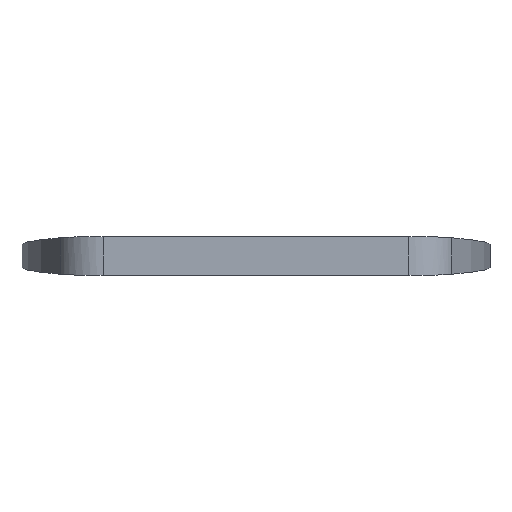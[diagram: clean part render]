
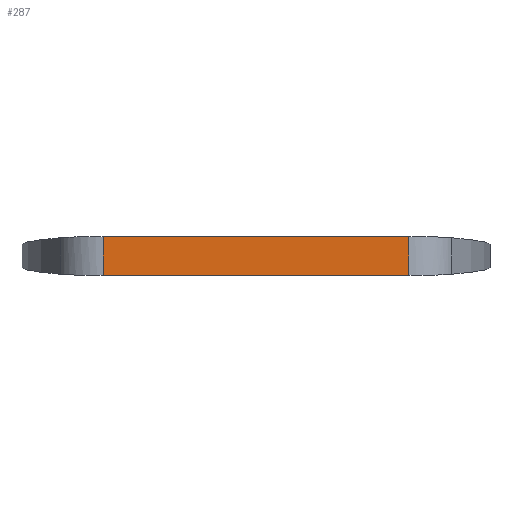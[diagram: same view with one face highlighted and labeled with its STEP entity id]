
A CAD part, front view. The second image highlights one B-rep face of the part: STEP entity #287.
In plain terms, the highlighted planar face has unit normal (0, -1, 0).
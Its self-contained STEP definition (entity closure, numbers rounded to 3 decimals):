
#14 = EDGE_CURVE ( 'NONE', #172, #913, #637, .T. ) ;
#20 = ORIENTED_EDGE ( 'NONE', *, *, #786, .T. ) ;
#36 = CARTESIAN_POINT ( 'NONE',  ( 35.056, -63.714, 9.46 ) ) ;
#139 = CARTESIAN_POINT ( 'NONE',  ( -35.056, -63.714, 0.54 ) ) ;
#167 = EDGE_CURVE ( 'NONE', #689, #1085, #190, .T. ) ;
#170 = FACE_OUTER_BOUND ( 'NONE', #194, .T. ) ;
#172 = VERTEX_POINT ( 'NONE', #36 ) ;
#190 = LINE ( 'NONE', #320, #538 ) ;
#194 = EDGE_LOOP ( 'NONE', ( #744, #730, #1078, #20 ) ) ;
#287 = ADVANCED_FACE ( 'NONE', ( #170 ), #544, .F. ) ;
#320 = CARTESIAN_POINT ( 'NONE',  ( -35.056, -63.714, 10. ) ) ;
#321 = VECTOR ( 'NONE', #577, 1000. ) ;
#332 = AXIS2_PLACEMENT_3D ( 'NONE', #983, #444, #371 ) ;
#361 = VECTOR ( 'NONE', #564, 1000. ) ;
#371 = DIRECTION ( 'NONE',  ( 0., 0., 1. ) ) ;
#444 = DIRECTION ( 'NONE',  ( 0., 1., 0. ) ) ;
#501 = VECTOR ( 'NONE', #759, 1000. ) ;
#504 = CARTESIAN_POINT ( 'NONE',  ( 35.056, -63.714, 0.54 ) ) ;
#538 = VECTOR ( 'NONE', #1027, 1000. ) ;
#544 = PLANE ( 'NONE',  #332 ) ;
#554 = LINE ( 'NONE', #673, #321 ) ;
#564 = DIRECTION ( 'NONE',  ( 0., 0., -1. ) ) ;
#577 = DIRECTION ( 'NONE',  ( 1., 0., 0. ) ) ;
#637 = LINE ( 'NONE', #830, #361 ) ;
#673 = CARTESIAN_POINT ( 'NONE',  ( -35.056, -63.714, 0.54 ) ) ;
#689 = VERTEX_POINT ( 'NONE', #746 ) ;
#730 = ORIENTED_EDGE ( 'NONE', *, *, #1110, .T. ) ;
#744 = ORIENTED_EDGE ( 'NONE', *, *, #167, .T. ) ;
#746 = CARTESIAN_POINT ( 'NONE',  ( -35.056, -63.714, 9.46 ) ) ;
#749 = CARTESIAN_POINT ( 'NONE',  ( -35.056, -63.714, 9.46 ) ) ;
#759 = DIRECTION ( 'NONE',  ( -1., 0., 0. ) ) ;
#786 = EDGE_CURVE ( 'NONE', #172, #689, #978, .T. ) ;
#830 = CARTESIAN_POINT ( 'NONE',  ( 35.056, -63.714, 10. ) ) ;
#913 = VERTEX_POINT ( 'NONE', #504 ) ;
#978 = LINE ( 'NONE', #749, #501 ) ;
#983 = CARTESIAN_POINT ( 'NONE',  ( -35.056, -63.714, 10. ) ) ;
#1027 = DIRECTION ( 'NONE',  ( 0., 0., -1. ) ) ;
#1078 = ORIENTED_EDGE ( 'NONE', *, *, #14, .F. ) ;
#1085 = VERTEX_POINT ( 'NONE', #139 ) ;
#1110 = EDGE_CURVE ( 'NONE', #1085, #913, #554, .T. ) ;
